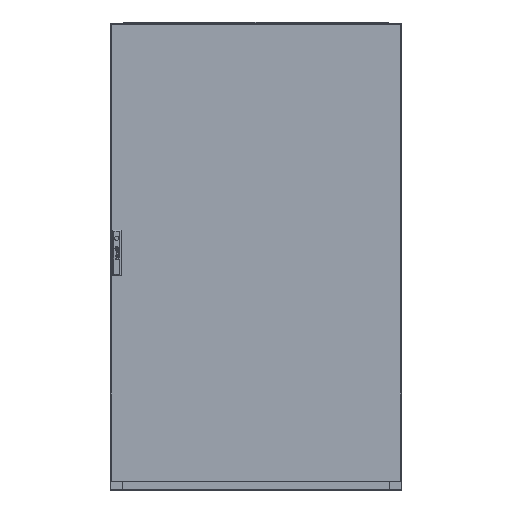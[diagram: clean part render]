
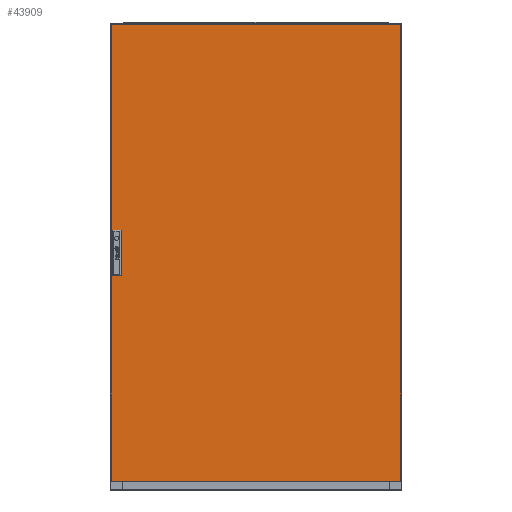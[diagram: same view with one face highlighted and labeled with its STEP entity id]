
A CAD part, top view. The second image highlights one B-rep face of the part: STEP entity #43909.
In plain terms, the highlighted planar face has unit normal (0, 0, 1).
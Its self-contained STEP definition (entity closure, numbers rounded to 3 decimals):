
#237 = VECTOR ( 'NONE', #103970, 1000. ) ;
#663 = DIRECTION ( 'NONE',  ( 1., 0., 0. ) ) ;
#1987 = DIRECTION ( 'NONE',  ( 1., 0., 0. ) ) ;
#2658 = EDGE_LOOP ( 'NONE', ( #80896, #75341, #5961, #76453 ) ) ;
#3150 = LINE ( 'NONE', #41974, #90910 ) ;
#5722 = DIRECTION ( 'NONE',  ( 1., 0., 0. ) ) ;
#5961 = ORIENTED_EDGE ( 'NONE', *, *, #62819, .F. ) ;
#6131 = ORIENTED_EDGE ( 'NONE', *, *, #21335, .T. ) ;
#9860 = VECTOR ( 'NONE', #15239, 1000. ) ;
#11526 = CARTESIAN_POINT ( 'NONE',  ( -493.4, 0., 0. ) ) ;
#11760 = CARTESIAN_POINT ( 'NONE',  ( -463., 78.5, 0. ) ) ;
#13296 = CARTESIAN_POINT ( 'NONE',  ( -493.4, -78.5, 0. ) ) ;
#14553 = CARTESIAN_POINT ( 'NONE',  ( -493.4, 78.5, 0. ) ) ;
#14837 = VECTOR ( 'NONE', #29524, 1000. ) ;
#15239 = DIRECTION ( 'NONE',  ( 0., -1., 0. ) ) ;
#16787 = EDGE_CURVE ( 'NONE', #80425, #106212, #57943, .T. ) ;
#19901 = CARTESIAN_POINT ( 'NONE',  ( -497., 783.5, 0. ) ) ;
#20388 = FACE_OUTER_BOUND ( 'NONE', #38339, .T. ) ;
#21335 = EDGE_CURVE ( 'NONE', #106212, #86678, #90583, .T. ) ;
#21447 = EDGE_CURVE ( 'NONE', #60744, #80425, #60184, .T. ) ;
#26005 = VECTOR ( 'NONE', #5722, 1000. ) ;
#29524 = DIRECTION ( 'NONE',  ( 0., -1., 0. ) ) ;
#31946 = DIRECTION ( 'NONE',  ( 1., 0., 0. ) ) ;
#37816 = ORIENTED_EDGE ( 'NONE', *, *, #21447, .T. ) ;
#38339 = EDGE_LOOP ( 'NONE', ( #6131, #53931, #37816, #87422 ) ) ;
#38887 = EDGE_CURVE ( 'NONE', #95366, #46425, #97659, .T. ) ;
#41974 = CARTESIAN_POINT ( 'NONE',  ( -497., 783.5, 0. ) ) ;
#43074 = FACE_BOUND ( 'NONE', #2658, .T. ) ;
#43909 = ADVANCED_FACE ( 'NONE', ( #43074, #20388 ), #44287, .T. ) ;
#44287 = PLANE ( 'NONE',  #62232 ) ;
#44599 = VERTEX_POINT ( 'NONE', #80560 ) ;
#46425 = VERTEX_POINT ( 'NONE', #82072 ) ;
#50559 = DIRECTION ( 'NONE',  ( -1., 0., 0. ) ) ;
#52857 = DIRECTION ( 'NONE',  ( 0., 0., 1. ) ) ;
#52959 = CARTESIAN_POINT ( 'NONE',  ( 497., 783.5, 0. ) ) ;
#53539 = CARTESIAN_POINT ( 'NONE',  ( 497., -783.5, 0. ) ) ;
#53931 = ORIENTED_EDGE ( 'NONE', *, *, #87532, .T. ) ;
#57943 = LINE ( 'NONE', #74373, #77810 ) ;
#60184 = LINE ( 'NONE', #105406, #14837 ) ;
#60744 = VERTEX_POINT ( 'NONE', #19901 ) ;
#62232 = AXIS2_PLACEMENT_3D ( 'NONE', #95241, #52857, #1987 ) ;
#62819 = EDGE_CURVE ( 'NONE', #83489, #46425, #88783, .T. ) ;
#64485 = VECTOR ( 'NONE', #80337, 1000. ) ;
#66227 = CARTESIAN_POINT ( 'NONE',  ( -463., 0., 0. ) ) ;
#66248 = VECTOR ( 'NONE', #663, 1000. ) ;
#74373 = CARTESIAN_POINT ( 'NONE',  ( -497., -783.5, 0. ) ) ;
#75341 = ORIENTED_EDGE ( 'NONE', *, *, #38887, .T. ) ;
#76453 = ORIENTED_EDGE ( 'NONE', *, *, #87281, .F. ) ;
#77810 = VECTOR ( 'NONE', #31946, 1000. ) ;
#80337 = DIRECTION ( 'NONE',  ( 0., -1., 0. ) ) ;
#80425 = VERTEX_POINT ( 'NONE', #99819 ) ;
#80560 = CARTESIAN_POINT ( 'NONE',  ( -493.4, 78.5, 0. ) ) ;
#80896 = ORIENTED_EDGE ( 'NONE', *, *, #96226, .T. ) ;
#82072 = CARTESIAN_POINT ( 'NONE',  ( -463., -78.5, 0. ) ) ;
#83489 = VERTEX_POINT ( 'NONE', #13296 ) ;
#85328 = CARTESIAN_POINT ( 'NONE',  ( -493.4, -78.5, 0. ) ) ;
#86678 = VERTEX_POINT ( 'NONE', #52959 ) ;
#87281 = EDGE_CURVE ( 'NONE', #44599, #83489, #109668, .T. ) ;
#87422 = ORIENTED_EDGE ( 'NONE', *, *, #16787, .T. ) ;
#87532 = EDGE_CURVE ( 'NONE', #86678, #60744, #3150, .T. ) ;
#88783 = LINE ( 'NONE', #85328, #66248 ) ;
#90583 = LINE ( 'NONE', #95410, #237 ) ;
#90910 = VECTOR ( 'NONE', #50559, 1000. ) ;
#91239 = LINE ( 'NONE', #14553, #26005 ) ;
#95241 = CARTESIAN_POINT ( 'NONE',  ( 0., 0., 0. ) ) ;
#95366 = VERTEX_POINT ( 'NONE', #11760 ) ;
#95410 = CARTESIAN_POINT ( 'NONE',  ( 497., 783.5, 0. ) ) ;
#96226 = EDGE_CURVE ( 'NONE', #44599, #95366, #91239, .T. ) ;
#97659 = LINE ( 'NONE', #66227, #9860 ) ;
#99819 = CARTESIAN_POINT ( 'NONE',  ( -497., -783.5, 0. ) ) ;
#103970 = DIRECTION ( 'NONE',  ( 0., 1., 0. ) ) ;
#105406 = CARTESIAN_POINT ( 'NONE',  ( -497., 783.5, 0. ) ) ;
#106212 = VERTEX_POINT ( 'NONE', #53539 ) ;
#109668 = LINE ( 'NONE', #11526, #64485 ) ;
